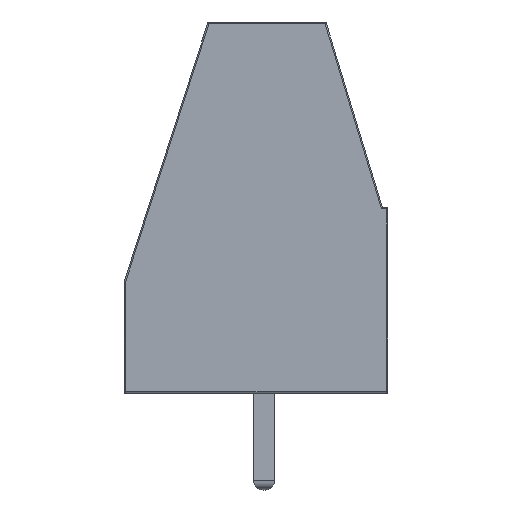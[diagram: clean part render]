
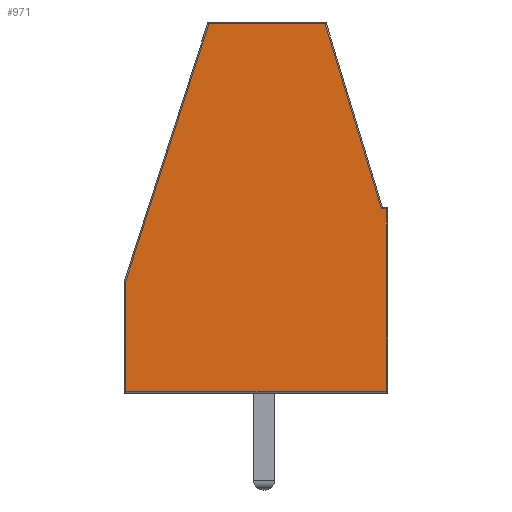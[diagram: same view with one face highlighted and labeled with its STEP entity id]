
A CAD part, left-side view. The second image highlights one B-rep face of the part: STEP entity #971.
In plain terms, the highlighted planar face has unit normal (-1, 0, 0).
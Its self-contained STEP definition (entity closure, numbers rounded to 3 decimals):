
#167 = VERTEX_POINT('',#168);
#168 = CARTESIAN_POINT('',(-2.54,-2.263,13.85));
#183 = EDGE_CURVE('',#184,#167,#186,.T.);
#184 = VERTEX_POINT('',#185);
#185 = CARTESIAN_POINT('',(-2.54,-4.363,6.95));
#186 = LINE('',#187,#188);
#187 = CARTESIAN_POINT('',(-2.54,-4.352,6.985));
#188 = VECTOR('',#189,1.);
#189 = DIRECTION('',(0.,0.291,0.957));
#951 = VERTEX_POINT('',#952);
#952 = CARTESIAN_POINT('',(-2.54,-4.55,6.95));
#961 = EDGE_CURVE('',#951,#184,#962,.T.);
#962 = LINE('',#963,#964);
#963 = CARTESIAN_POINT('',(-2.54,-4.6,6.95));
#964 = VECTOR('',#965,1.);
#965 = DIRECTION('',(0.,1.,0.));
#971 = ADVANCED_FACE('',(#972),#1014,.T.);
#972 = FACE_BOUND('',#973,.T.);
#973 = EDGE_LOOP('',(#974,#975,#983,#991,#999,#1007,#1013));
#974 = ORIENTED_EDGE('',*,*,#183,.T.);
#975 = ORIENTED_EDGE('',*,*,#976,.T.);
#976 = EDGE_CURVE('',#167,#977,#979,.T.);
#977 = VERTEX_POINT('',#978);
#978 = CARTESIAN_POINT('',(-2.54,2.044,13.85));
#979 = LINE('',#980,#981);
#980 = CARTESIAN_POINT('',(-2.54,-2.3,13.85));
#981 = VECTOR('',#982,1.);
#982 = DIRECTION('',(0.,1.,0.));
#983 = ORIENTED_EDGE('',*,*,#984,.T.);
#984 = EDGE_CURVE('',#977,#985,#987,.T.);
#985 = VERTEX_POINT('',#986);
#986 = CARTESIAN_POINT('',(-2.54,5.15,4.232));
#987 = LINE('',#988,#989);
#988 = CARTESIAN_POINT('',(-2.54,2.032,13.885));
#989 = VECTOR('',#990,1.);
#990 = DIRECTION('',(0.,0.307,-0.952));
#991 = ORIENTED_EDGE('',*,*,#992,.T.);
#992 = EDGE_CURVE('',#985,#993,#995,.T.);
#993 = VERTEX_POINT('',#994);
#994 = CARTESIAN_POINT('',(-2.54,5.15,0.15));
#995 = LINE('',#996,#997);
#996 = CARTESIAN_POINT('',(-2.54,5.15,4.24));
#997 = VECTOR('',#998,1.);
#998 = DIRECTION('',(0.,0.,-1.));
#999 = ORIENTED_EDGE('',*,*,#1000,.T.);
#1000 = EDGE_CURVE('',#993,#1001,#1003,.T.);
#1001 = VERTEX_POINT('',#1002);
#1002 = CARTESIAN_POINT('',(-2.54,-4.55,0.15));
#1003 = LINE('',#1004,#1005);
#1004 = CARTESIAN_POINT('',(-2.54,5.2,0.15));
#1005 = VECTOR('',#1006,1.);
#1006 = DIRECTION('',(0.,-1.,0.));
#1007 = ORIENTED_EDGE('',*,*,#1008,.T.);
#1008 = EDGE_CURVE('',#1001,#951,#1009,.T.);
#1009 = LINE('',#1010,#1011);
#1010 = CARTESIAN_POINT('',(-2.54,-4.55,0.1));
#1011 = VECTOR('',#1012,1.);
#1012 = DIRECTION('',(0.,0.,1.));
#1013 = ORIENTED_EDGE('',*,*,#961,.T.);
#1014 = PLANE('',#1015);
#1015 = AXIS2_PLACEMENT_3D('',#1016,#1017,#1018);
#1016 = CARTESIAN_POINT('',(-2.54,0.097,6.175));
#1017 = DIRECTION('',(-1.,0.,0.));
#1018 = DIRECTION('',(0.,0.,-1.));
